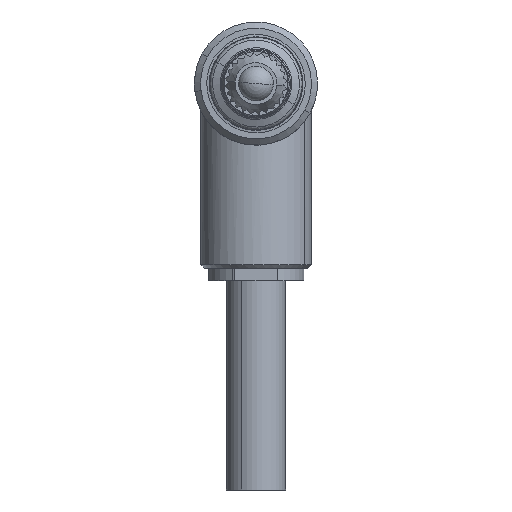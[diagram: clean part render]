
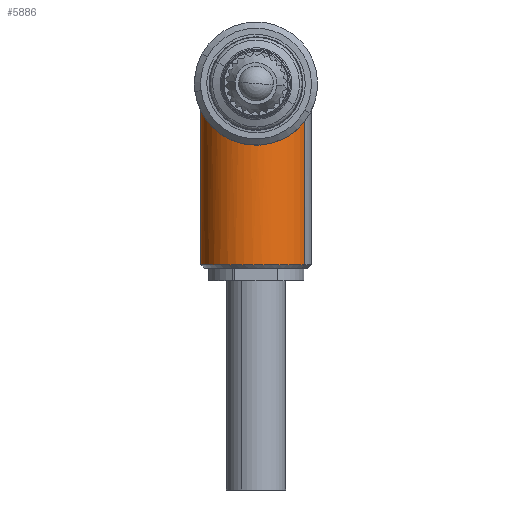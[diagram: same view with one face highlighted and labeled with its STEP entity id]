
A CAD part, front view. The second image highlights one B-rep face of the part: STEP entity #5886.
In plain terms, the highlighted cylindrical face has radius 4.5 mm (diameter 9 mm), a partial arc.
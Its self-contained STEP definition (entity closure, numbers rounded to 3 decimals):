
#5857=AXIS2_PLACEMENT_3D('Cylinder Axis2P3D',#5854,#5855,#5856) ;
#5634=CARTESIAN_POINT('Vertex',(-3.949,74.657,-3.067)) ;
#5638=CARTESIAN_POINT('Control Point',(3.949,70.343,-3.067)) ;
#5639=CARTESIAN_POINT('Control Point',(3.677,69.844,-3.417)) ;
#5640=CARTESIAN_POINT('Control Point',(3.331,69.397,-3.783)) ;
#5641=CARTESIAN_POINT('Control Point',(2.915,68.994,-4.122)) ;
#5642=CARTESIAN_POINT('Control Point',(2.065,68.412,-4.63)) ;
#5643=CARTESIAN_POINT('Control Point',(1.018,68.082,-4.926)) ;
#5644=CARTESIAN_POINT('Control Point',(0.568,68.,-5.)) ;
#5645=CARTESIAN_POINT('Control Point',(-0.274,67.961,-5.036)) ;
#5646=CARTESIAN_POINT('Control Point',(-1.089,68.11,-4.901)) ;
#5647=CARTESIAN_POINT('Control Point',(-1.438,68.214,-4.808)) ;
#5648=CARTESIAN_POINT('Control Point',(-2.264,68.549,-4.51)) ;
#5649=CARTESIAN_POINT('Control Point',(-2.947,69.045,-4.081)) ;
#5650=CARTESIAN_POINT('Control Point',(-3.298,69.384,-3.796)) ;
#5651=CARTESIAN_POINT('Control Point',(-3.714,69.9,-3.376)) ;
#5652=CARTESIAN_POINT('Control Point',(-4.03,70.484,-2.965)) ;
#5653=CARTESIAN_POINT('Control Point',(-4.111,70.655,-2.851)) ;
#5654=CARTESIAN_POINT('Control Point',(-4.308,71.133,-2.552)) ;
#5655=CARTESIAN_POINT('Control Point',(-4.442,71.661,-2.305)) ;
#5656=CARTESIAN_POINT('Control Point',(-4.5,72.024,-2.178)) ;
#5657=CARTESIAN_POINT('Control Point',(-4.524,72.648,-2.132)) ;
#5658=CARTESIAN_POINT('Control Point',(-4.447,73.241,-2.286)) ;
#5659=CARTESIAN_POINT('Control Point',(-4.405,73.457,-2.369)) ;
#5660=CARTESIAN_POINT('Control Point',(-4.306,73.841,-2.547)) ;
#5661=CARTESIAN_POINT('Control Point',(-4.173,74.197,-2.758)) ;
#5662=CARTESIAN_POINT('Control Point',(-4.105,74.355,-2.859)) ;
#5663=CARTESIAN_POINT('Control Point',(-4.03,74.509,-2.962)) ;
#5664=CARTESIAN_POINT('Control Point',(-3.949,74.657,-3.067)) ;
#5665=CARTESIAN_POINT('Vertex',(3.949,70.343,-3.067)) ;
#5797=CARTESIAN_POINT('Line Origine',(-3.949,74.657,-7.5)) ;
#5801=CARTESIAN_POINT('Vertex',(-3.949,74.657,-14.7)) ;
#5829=CARTESIAN_POINT('Line Origine',(3.949,70.343,-7.5)) ;
#5833=CARTESIAN_POINT('Vertex',(3.949,70.343,-14.7)) ;
#5854=CARTESIAN_POINT('Axis2P3D Location',(0.,72.5,-7.5)) ;
#5860=CARTESIAN_POINT('Control Point',(-4.496,72.307,-14.7)) ;
#5861=CARTESIAN_POINT('Control Point',(-4.522,72.917,-14.7)) ;
#5862=CARTESIAN_POINT('Control Point',(-4.438,73.532,-14.7)) ;
#5863=CARTESIAN_POINT('Control Point',(-4.242,74.121,-14.7)) ;
#5864=CARTESIAN_POINT('Control Point',(-3.949,74.657,-14.7)) ;
#5865=CARTESIAN_POINT('Vertex',(-4.496,72.307,-14.7)) ;
#5869=CARTESIAN_POINT('Control Point',(3.949,70.343,-14.7)) ;
#5870=CARTESIAN_POINT('Control Point',(3.388,69.316,-14.7)) ;
#5871=CARTESIAN_POINT('Control Point',(2.494,68.472,-14.7)) ;
#5872=CARTESIAN_POINT('Control Point',(1.344,67.957,-14.7)) ;
#5873=CARTESIAN_POINT('Control Point',(-1.106,67.747,-14.7)) ;
#5874=CARTESIAN_POINT('Control Point',(-3.212,69.017,-14.7)) ;
#5875=CARTESIAN_POINT('Control Point',(-4.016,69.987,-14.7)) ;
#5876=CARTESIAN_POINT('Control Point',(-4.446,71.139,-14.7)) ;
#5877=CARTESIAN_POINT('Control Point',(-4.496,72.307,-14.7)) ;
#5798=DIRECTION('Vector Direction',(0.,0.,-1.)) ;
#5830=DIRECTION('Vector Direction',(0.,0.,-1.)) ;
#5855=DIRECTION('Axis2P3D Direction',(0.,0.,-1.)) ;
#5856=DIRECTION('Axis2P3D XDirection',(0.878,-0.479,0.)) ;
#5799=VECTOR('Line Direction',#5798,1.) ;
#5831=VECTOR('Line Direction',#5830,1.) ;
#5880=ORIENTED_EDGE('',*,*,#5835,.T.) ;
#5881=ORIENTED_EDGE('',*,*,#5667,.T.) ;
#5882=ORIENTED_EDGE('',*,*,#5803,.F.) ;
#5883=ORIENTED_EDGE('',*,*,#5867,.F.) ;
#5884=ORIENTED_EDGE('',*,*,#5878,.F.) ;
#5886=ADVANCED_FACE('\X2\FF8EFF9EFF83FF9EFF68FF70\X0\.2',(#5885),#5858,.T.) ;
#5637=B_SPLINE_CURVE_WITH_KNOTS('',5,(#5638,#5639,#5640,#5641,#5642,#5643,#5644,#5645,#5646,#5647,#5648,#5649,#5650,#5651,#5652,#5653,#5654,#5655,#5656,#5657,#5658,#5659,#5660,#5661,#5662,#5663,#5664),.UNSPECIFIED.,.F.,.U.,(6,3,3,3,3,3,3,3,6),(0.,4.733,7.983,10.634,14.611,16.169,18.839,20.5,21.913),.UNSPECIFIED.) ;
#5859=B_SPLINE_CURVE_WITH_KNOTS('',4,(#5860,#5861,#5862,#5863,#5864),.UNSPECIFIED.,.F.,.U.,(5,5),(4.626,7.069),.UNSPECIFIED.) ;
#5868=B_SPLINE_CURVE_WITH_KNOTS('',5,(#5869,#5870,#5871,#5872,#5873,#5874,#5875,#5876,#5877),.UNSPECIFIED.,.F.,.U.,(6,3,6),(-7.069,-1.221,4.626),.UNSPECIFIED.) ;
#5858=CYLINDRICAL_SURFACE('generated cylinder',#5857,4.5) ;
#5667=EDGE_CURVE('',#5666,#5635,#5637,.T.) ;
#5803=EDGE_CURVE('',#5802,#5635,#5800,.F.) ;
#5835=EDGE_CURVE('',#5834,#5666,#5832,.F.) ;
#5867=EDGE_CURVE('',#5866,#5802,#5859,.T.) ;
#5878=EDGE_CURVE('',#5834,#5866,#5868,.T.) ;
#5879=EDGE_LOOP('',(#5880,#5881,#5882,#5883,#5884)) ;
#5885=FACE_OUTER_BOUND('',#5879,.T.) ;
#5800=LINE('Line',#5797,#5799) ;
#5832=LINE('Line',#5829,#5831) ;
#5635=VERTEX_POINT('',#5634) ;
#5666=VERTEX_POINT('',#5665) ;
#5802=VERTEX_POINT('',#5801) ;
#5834=VERTEX_POINT('',#5833) ;
#5866=VERTEX_POINT('',#5865) ;
